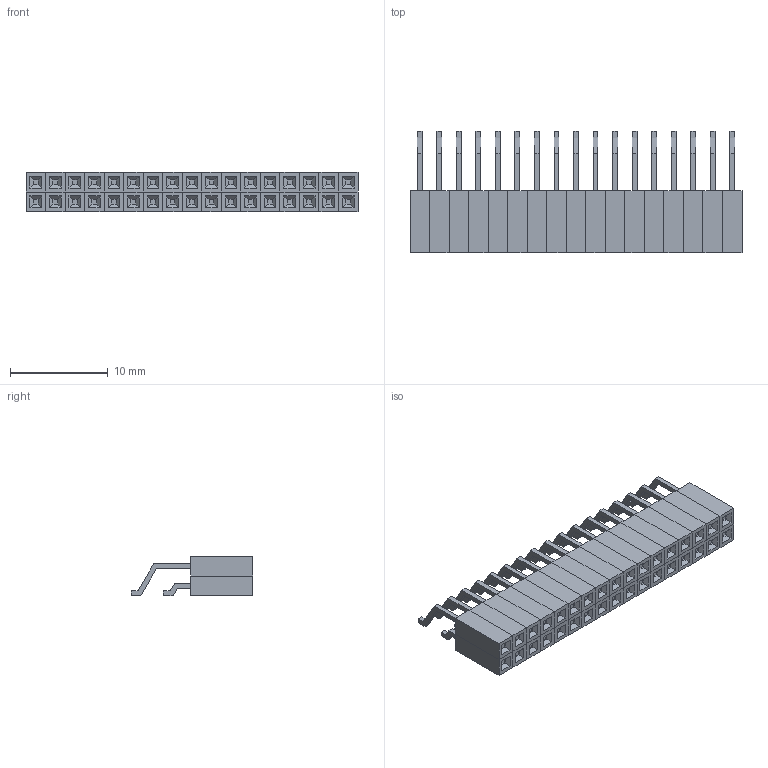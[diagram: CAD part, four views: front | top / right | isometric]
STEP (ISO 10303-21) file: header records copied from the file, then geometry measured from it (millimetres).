
FILE_DESCRIPTION(('FreeCAD Model'),'2;1');
FILE_NAME('Harwin.step' ,'2017-06-07T08:28:30',('Author'),(''), 'Open CASCADE STEP processor 6.8','FreeCAD','Unknown');
FILE_SCHEMA(('AUTOMOTIVE_DESIGN_CC2 { 1 2 10303 214 -1 1 5 4 }'));
Length unit declared in the file: millimetre
Products named in the file (4): ASSEMBLY; Housing; Array001; Array002
Assembly tree (3 placements, depth 2):
  ASSEMBLY
    Housing
    Array001
    Array002
Bounding box: 34 x 12.45 x 4 mm (x, y, z)
Volume: 899.7 mm3; surface area: 3193.1 mm2
Topology: 68 solids, 68 shells, 816 faces, 1904 edges, 1224 vertices
Faces by surface type: plane 816
Entity records: 47743 total; most frequent: CARTESIAN_POINT 8028, DIRECTION 7080, LINE 5440, VECTOR 5440, ORIENTED_EDGE 3808, PCURVE 3808, DEFINITIONAL_REPRESENTATION 3808, EDGE_CURVE 1904
